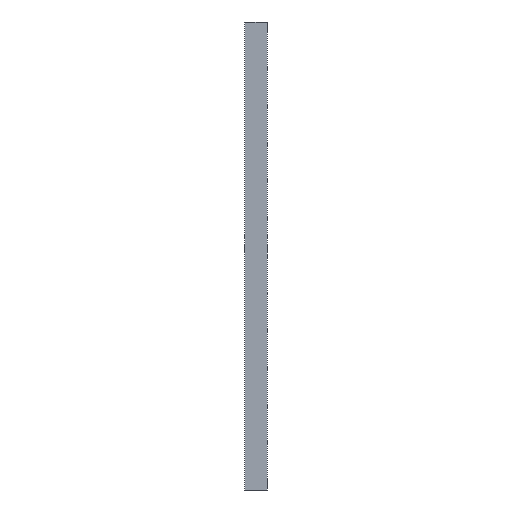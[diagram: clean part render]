
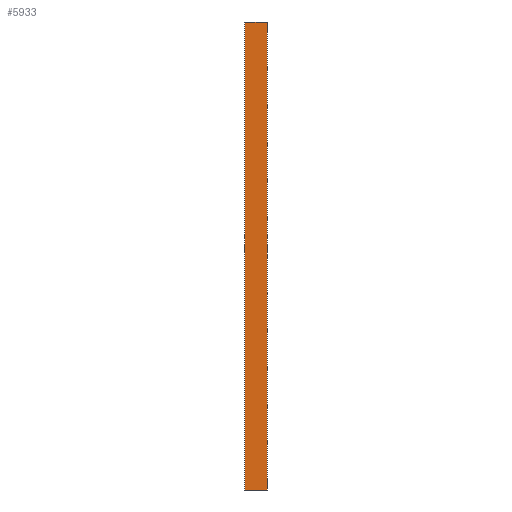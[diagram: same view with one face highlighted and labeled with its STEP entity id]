
A CAD part, left-side view. The second image highlights one B-rep face of the part: STEP entity #5933.
In plain terms, the highlighted planar face has unit normal (-1, 0, 0).
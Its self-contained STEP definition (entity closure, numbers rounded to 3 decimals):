
#157 = CARTESIAN_POINT ( 'NONE',  ( -1., 119.4, 0. ) ) ;
#252 = LINE ( 'NONE', #926, #612 ) ;
#552 = DIRECTION ( 'NONE',  ( 0., 1., 0. ) ) ;
#612 = VECTOR ( 'NONE', #2325, 1000. ) ;
#749 = DIRECTION ( 'NONE',  ( 0., 0., -1. ) ) ;
#926 = CARTESIAN_POINT ( 'NONE',  ( -1., 119.4, 2500. ) ) ;
#1125 = EDGE_CURVE ( 'NONE', #6393, #1543, #4048, .T. ) ;
#1392 = EDGE_CURVE ( 'NONE', #4947, #6393, #2587, .T. ) ;
#1543 = VERTEX_POINT ( 'NONE', #157 ) ;
#2164 = DIRECTION ( 'NONE',  ( -1., 0., 0. ) ) ;
#2325 = DIRECTION ( 'NONE',  ( 0., 0., -1. ) ) ;
#2395 = EDGE_CURVE ( 'NONE', #6563, #1543, #252, .T. ) ;
#2445 = LINE ( 'NONE', #7887, #3519 ) ;
#2543 = CARTESIAN_POINT ( 'NONE',  ( -1., 119.4, 2500. ) ) ;
#2573 = CARTESIAN_POINT ( 'NONE',  ( -1., 0., 0. ) ) ;
#2587 = LINE ( 'NONE', #2673, #4766 ) ;
#2673 = CARTESIAN_POINT ( 'NONE',  ( -1., 1., 2500. ) ) ;
#2702 = FACE_OUTER_BOUND ( 'NONE', #2771, .T. ) ;
#2771 = EDGE_LOOP ( 'NONE', ( #7092, #7679, #4096, #8517 ) ) ;
#3324 = VECTOR ( 'NONE', #552, 1000. ) ;
#3519 = VECTOR ( 'NONE', #6509, 1000. ) ;
#4048 = LINE ( 'NONE', #2573, #3324 ) ;
#4096 = ORIENTED_EDGE ( 'NONE', *, *, #6841, .T. ) ;
#4127 = CARTESIAN_POINT ( 'NONE',  ( -1., 0., 2500. ) ) ;
#4766 = VECTOR ( 'NONE', #749, 1000. ) ;
#4947 = VERTEX_POINT ( 'NONE', #5695 ) ;
#5695 = CARTESIAN_POINT ( 'NONE',  ( -1., 1., 2500. ) ) ;
#5933 = ADVANCED_FACE ( 'NONE', ( #2702 ), #8192, .T. ) ;
#6393 = VERTEX_POINT ( 'NONE', #8767 ) ;
#6509 = DIRECTION ( 'NONE',  ( 0., 1., 0. ) ) ;
#6563 = VERTEX_POINT ( 'NONE', #2543 ) ;
#6841 = EDGE_CURVE ( 'NONE', #4947, #6563, #2445, .T. ) ;
#7092 = ORIENTED_EDGE ( 'NONE', *, *, #1125, .F. ) ;
#7483 = DIRECTION ( 'NONE',  ( 0., 0., 1. ) ) ;
#7650 = AXIS2_PLACEMENT_3D ( 'NONE', #4127, #2164, #7483 ) ;
#7679 = ORIENTED_EDGE ( 'NONE', *, *, #1392, .F. ) ;
#7887 = CARTESIAN_POINT ( 'NONE',  ( -1., 0., 2500. ) ) ;
#8192 = PLANE ( 'NONE',  #7650 ) ;
#8517 = ORIENTED_EDGE ( 'NONE', *, *, #2395, .T. ) ;
#8767 = CARTESIAN_POINT ( 'NONE',  ( -1., 1., 0. ) ) ;
